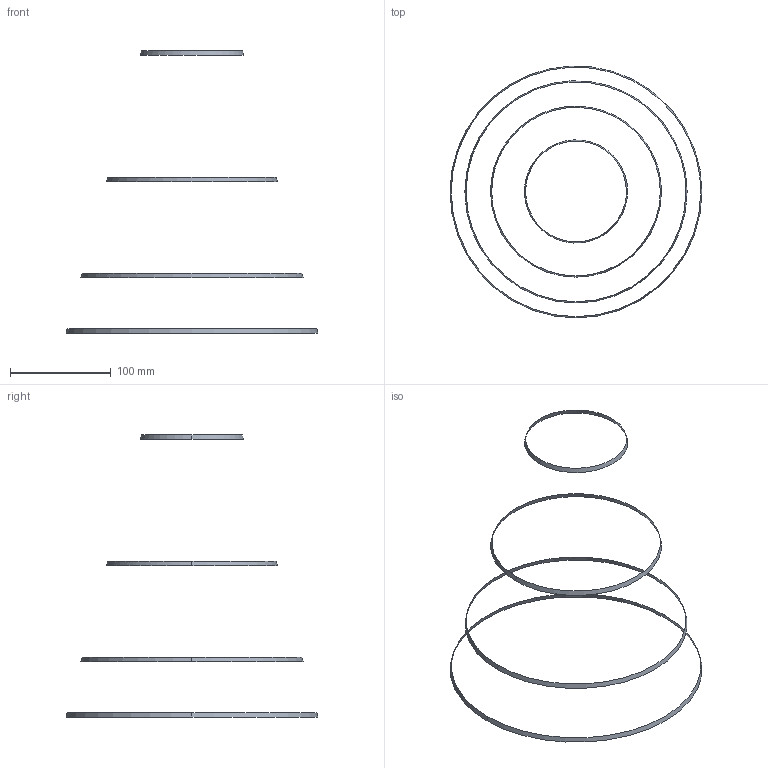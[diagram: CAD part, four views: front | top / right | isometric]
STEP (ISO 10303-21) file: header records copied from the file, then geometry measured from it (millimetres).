
FILE_DESCRIPTION(('CATIA V5 STEP Exchange'),'2;1');
FILE_NAME('Anillos.stp','2021-11-26T17:35:37+00:00',('none'),('none'),'CATIA Version 5 Release 21 GA (IN-10)','CATIA V5 STEP AP203','none');
FILE_SCHEMA(('CONFIG_CONTROL_DESIGN'));
Length unit declared in the file: millimetre
Products named in the file (1): Cono
Bounding box: 250 x 249.87 x 280 mm (x, y, z)
Surface area: 10812.7 mm2 (no closed solid volume)
Topology: 0 solids, 4 shells, 13 faces, 39 edges, 26 vertices
Faces by surface type: cone 7, bspline 5, plane 1
Entity records: 1273 total; most frequent: CARTESIAN_POINT 956, ORIENTED_EDGE 52, EDGE_CURVE 39, DIRECTION 31, VERTEX_POINT 26, B_SPLINE_CURVE_WITH_KNOTS 24, AXIS2_PLACEMENT_3D 19, ADVANCED_FACE 13
